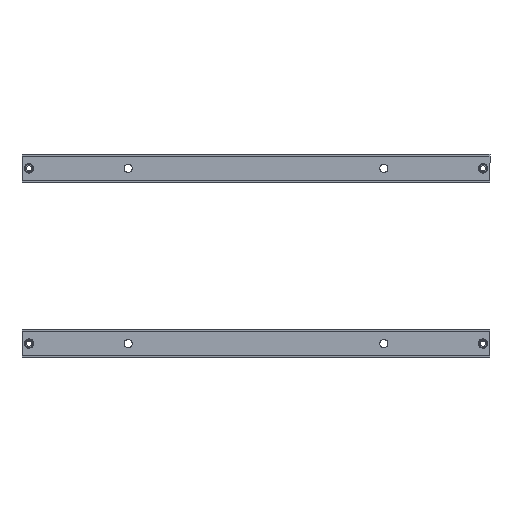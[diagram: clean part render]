
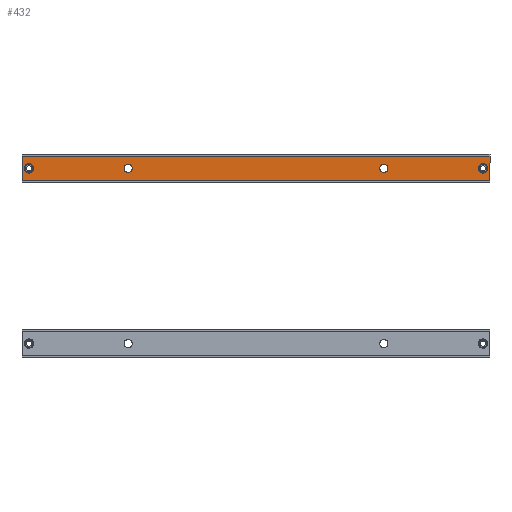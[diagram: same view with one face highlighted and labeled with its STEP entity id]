
A CAD part, front view. The second image highlights one B-rep face of the part: STEP entity #432.
In plain terms, the highlighted planar face has unit normal (0, -1, 0).
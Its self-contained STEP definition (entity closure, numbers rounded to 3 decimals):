
#34 = CARTESIAN_POINT ( 'NONE',  ( -275.888, 417.945, 1166.667 ) ) ;
#42 = CIRCLE ( 'NONE', #1654, 8. ) ;
#55 = EDGE_LOOP ( 'NONE', ( #1694, #1730 ) ) ;
#57 = VERTEX_POINT ( 'NONE', #589 ) ;
#60 = CIRCLE ( 'NONE', #1626, 7. ) ;
#62 = DIRECTION ( 'NONE',  ( 0., -1., 0. ) ) ;
#82 = ORIENTED_EDGE ( 'NONE', *, *, #1335, .T. ) ;
#85 = VERTEX_POINT ( 'NONE', #700 ) ;
#119 = VECTOR ( 'NONE', #212, 1000. ) ;
#120 = VERTEX_POINT ( 'NONE', #1758 ) ;
#163 = CARTESIAN_POINT ( 'NONE',  ( 496.112, 417.945, 1166.667 ) ) ;
#170 = EDGE_CURVE ( 'NONE', #1653, #317, #685, .T. ) ;
#182 = DIRECTION ( 'NONE',  ( -1., 0., 0. ) ) ;
#199 = LINE ( 'NONE', #1763, #119 ) ;
#206 = AXIS2_PLACEMENT_3D ( 'NONE', #1675, #1661, #1656 ) ;
#212 = DIRECTION ( 'NONE',  ( 0., 0., -1. ) ) ;
#236 = DIRECTION ( 'NONE',  ( 1., 0., 0. ) ) ;
#246 = CIRCLE ( 'NONE', #1685, 8. ) ;
#279 = CARTESIAN_POINT ( 'NONE',  ( 110.112, 417.945, 1187.667 ) ) ;
#285 = CARTESIAN_POINT ( 'NONE',  ( -273.648, 417.945, 1174.347 ) ) ;
#289 = CIRCLE ( 'NONE', #1697, 8. ) ;
#308 = ORIENTED_EDGE ( 'NONE', *, *, #1057, .T. ) ;
#317 = VERTEX_POINT ( 'NONE', #745 ) ;
#337 = VERTEX_POINT ( 'NONE', #540 ) ;
#350 = FACE_BOUND ( 'NONE', #1555, .T. ) ;
#356 = ORIENTED_EDGE ( 'NONE', *, *, #517, .F. ) ;
#362 = CARTESIAN_POINT ( 'NONE',  ( 496.112, 417.945, 1166.667 ) ) ;
#363 = EDGE_CURVE ( 'NONE', #928, #1618, #1268, .T. ) ;
#368 = CARTESIAN_POINT ( 'NONE',  ( 110.112, 417.945, 1145.667 ) ) ;
#395 = EDGE_CURVE ( 'NONE', #520, #85, #681, .T. ) ;
#405 = FACE_BOUND ( 'NONE', #1144, .T. ) ;
#429 = FACE_BOUND ( 'NONE', #686, .T. ) ;
#432 = ADVANCED_FACE ( 'NONE', ( #442, #496, #429, #405, #350 ), #851, .F. ) ;
#433 = EDGE_CURVE ( 'NONE', #57, #337, #289, .T. ) ;
#442 = FACE_OUTER_BOUND ( 'NONE', #1838, .T. ) ;
#449 = CARTESIAN_POINT ( 'NONE',  ( 508.112, 417.945, 1145.667 ) ) ;
#451 = EDGE_CURVE ( 'NONE', #337, #57, #246, .T. ) ;
#494 = ORIENTED_EDGE ( 'NONE', *, *, #565, .F. ) ;
#496 = FACE_BOUND ( 'NONE', #55, .T. ) ;
#513 = DIRECTION ( 'NONE',  ( 1., 0., 0. ) ) ;
#517 = EDGE_CURVE ( 'NONE', #85, #1618, #199, .T. ) ;
#520 = VERTEX_POINT ( 'NONE', #1705 ) ;
#528 = ORIENTED_EDGE ( 'NONE', *, *, #363, .T. ) ;
#540 = CARTESIAN_POINT ( 'NONE',  ( 498.352, 417.945, 1158.987 ) ) ;
#565 = EDGE_CURVE ( 'NONE', #1722, #740, #42, .T. ) ;
#570 = DIRECTION ( 'NONE',  ( -1., 0., 0. ) ) ;
#576 = DIRECTION ( 'NONE',  ( -1., 0., 0. ) ) ;
#578 = EDGE_CURVE ( 'NONE', #120, #1118, #60, .T. ) ;
#582 = DIRECTION ( 'NONE',  ( 0., 1., 0. ) ) ;
#589 = CARTESIAN_POINT ( 'NONE',  ( 493.872, 417.945, 1174.347 ) ) ;
#594 = CARTESIAN_POINT ( 'NONE',  ( 320.612, 417.945, 1166.667 ) ) ;
#599 = CARTESIAN_POINT ( 'NONE',  ( 327.612, 417.945, 1166.667 ) ) ;
#681 = LINE ( 'NONE', #279, #706 ) ;
#685 = CIRCLE ( 'NONE', #206, 7. ) ;
#686 = EDGE_LOOP ( 'NONE', ( #308, #1538 ) ) ;
#695 = VECTOR ( 'NONE', #1339, 1000. ) ;
#700 = CARTESIAN_POINT ( 'NONE',  ( 508.112, 417.945, 1187.667 ) ) ;
#706 = VECTOR ( 'NONE', #236, 1000. ) ;
#735 = VECTOR ( 'NONE', #513, 1000. ) ;
#737 = DIRECTION ( 'NONE',  ( 0., 0., 1. ) ) ;
#740 = VERTEX_POINT ( 'NONE', #285 ) ;
#745 = CARTESIAN_POINT ( 'NONE',  ( 334.612, 417.945, 1166.667 ) ) ;
#750 = DIRECTION ( 'NONE',  ( 0., 1., 0. ) ) ;
#785 = DIRECTION ( 'NONE',  ( 0., -1., 0. ) ) ;
#825 = CARTESIAN_POINT ( 'NONE',  ( -275.888, 417.945, 1166.667 ) ) ;
#851 = PLANE ( 'NONE',  #1692 ) ;
#928 = VERTEX_POINT ( 'NONE', #1127 ) ;
#969 = DIRECTION ( 'NONE',  ( 0., 0., 1. ) ) ;
#1005 = CARTESIAN_POINT ( 'NONE',  ( -287.888, 417.945, 1986.672 ) ) ;
#1008 = DIRECTION ( 'NONE',  ( 0., 0., 1. ) ) ;
#1014 = CARTESIAN_POINT ( 'NONE',  ( -107.388, 417.945, 1166.667 ) ) ;
#1047 = CARTESIAN_POINT ( 'NONE',  ( -114.388, 417.945, 1166.667 ) ) ;
#1057 = EDGE_CURVE ( 'NONE', #1118, #120, #1385, .T. ) ;
#1118 = VERTEX_POINT ( 'NONE', #1047 ) ;
#1127 = CARTESIAN_POINT ( 'NONE',  ( -287.888, 417.945, 1145.667 ) ) ;
#1144 = EDGE_LOOP ( 'NONE', ( #1627, #1190 ) ) ;
#1179 = EDGE_CURVE ( 'NONE', #317, #1653, #1655, .T. ) ;
#1190 = ORIENTED_EDGE ( 'NONE', *, *, #451, .F. ) ;
#1205 = AXIS2_PLACEMENT_3D ( 'NONE', #825, #1817, #737 ) ;
#1258 = CARTESIAN_POINT ( 'NONE',  ( -278.128, 417.945, 1158.987 ) ) ;
#1267 = EDGE_CURVE ( 'NONE', #740, #1722, #1707, .T. ) ;
#1268 = LINE ( 'NONE', #368, #735 ) ;
#1309 = DIRECTION ( 'NONE',  ( 0., 0., 1. ) ) ;
#1313 = LINE ( 'NONE', #1478, #695 ) ;
#1331 = AXIS2_PLACEMENT_3D ( 'NONE', #599, #582, #576 ) ;
#1335 = EDGE_CURVE ( 'NONE', #520, #928, #1313, .T. ) ;
#1339 = DIRECTION ( 'NONE',  ( 0., 0., -1. ) ) ;
#1378 = AXIS2_PLACEMENT_3D ( 'NONE', #1740, #1734, #1704 ) ;
#1385 = CIRCLE ( 'NONE', #1378, 7. ) ;
#1478 = CARTESIAN_POINT ( 'NONE',  ( -287.888, 417.945, 1986.672 ) ) ;
#1534 = DIRECTION ( 'NONE',  ( 0., 1., 0. ) ) ;
#1538 = ORIENTED_EDGE ( 'NONE', *, *, #578, .T. ) ;
#1555 = EDGE_LOOP ( 'NONE', ( #1826, #494 ) ) ;
#1618 = VERTEX_POINT ( 'NONE', #449 ) ;
#1626 = AXIS2_PLACEMENT_3D ( 'NONE', #1014, #750, #182 ) ;
#1627 = ORIENTED_EDGE ( 'NONE', *, *, #433, .F. ) ;
#1653 = VERTEX_POINT ( 'NONE', #594 ) ;
#1654 = AXIS2_PLACEMENT_3D ( 'NONE', #34, #62, #1309 ) ;
#1655 = CIRCLE ( 'NONE', #1331, 7. ) ;
#1656 = DIRECTION ( 'NONE',  ( -1., 0., 0. ) ) ;
#1661 = DIRECTION ( 'NONE',  ( 0., 1., 0. ) ) ;
#1675 = CARTESIAN_POINT ( 'NONE',  ( 327.612, 417.945, 1166.667 ) ) ;
#1685 = AXIS2_PLACEMENT_3D ( 'NONE', #163, #785, #969 ) ;
#1688 = DIRECTION ( 'NONE',  ( 0., -1., 0. ) ) ;
#1692 = AXIS2_PLACEMENT_3D ( 'NONE', #1005, #1534, #570 ) ;
#1693 = ORIENTED_EDGE ( 'NONE', *, *, #395, .F. ) ;
#1694 = ORIENTED_EDGE ( 'NONE', *, *, #170, .T. ) ;
#1697 = AXIS2_PLACEMENT_3D ( 'NONE', #362, #1688, #1008 ) ;
#1704 = DIRECTION ( 'NONE',  ( -1., 0., 0. ) ) ;
#1705 = CARTESIAN_POINT ( 'NONE',  ( -287.888, 417.945, 1187.667 ) ) ;
#1707 = CIRCLE ( 'NONE', #1205, 8. ) ;
#1722 = VERTEX_POINT ( 'NONE', #1258 ) ;
#1730 = ORIENTED_EDGE ( 'NONE', *, *, #1179, .T. ) ;
#1734 = DIRECTION ( 'NONE',  ( 0., 1., 0. ) ) ;
#1740 = CARTESIAN_POINT ( 'NONE',  ( -107.388, 417.945, 1166.667 ) ) ;
#1758 = CARTESIAN_POINT ( 'NONE',  ( -100.388, 417.945, 1166.667 ) ) ;
#1763 = CARTESIAN_POINT ( 'NONE',  ( 508.112, 417.945, 1986.672 ) ) ;
#1817 = DIRECTION ( 'NONE',  ( 0., -1., 0. ) ) ;
#1826 = ORIENTED_EDGE ( 'NONE', *, *, #1267, .F. ) ;
#1838 = EDGE_LOOP ( 'NONE', ( #1693, #82, #528, #356 ) ) ;
